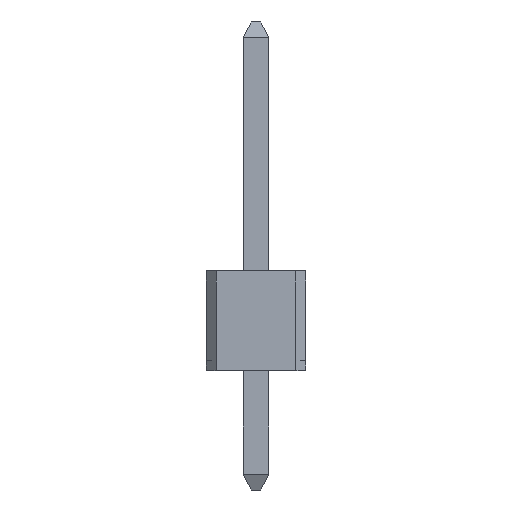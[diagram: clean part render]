
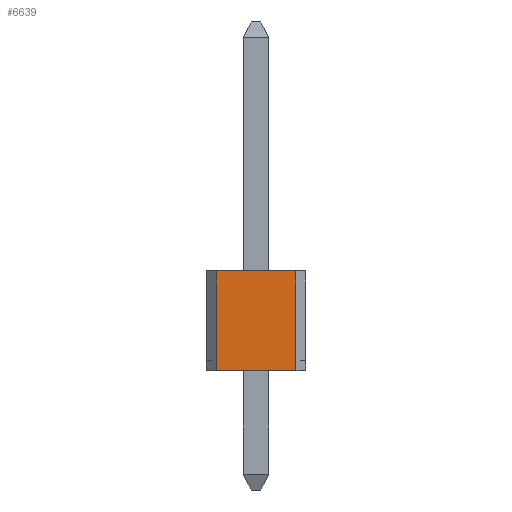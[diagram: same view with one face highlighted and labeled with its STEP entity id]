
A CAD part, left-side view. The second image highlights one B-rep face of the part: STEP entity #6639.
In plain terms, the highlighted planar face has unit normal (-1, 0, 0).
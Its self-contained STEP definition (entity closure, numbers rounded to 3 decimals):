
#64=FACE_OUTER_BOUND('',#460,.T.);
#460=EDGE_LOOP('',(#4319,#4320,#4321,#4322));
#875=LINE('',#9181,#1805);
#960=LINE('',#9363,#1890);
#961=LINE('',#9366,#1891);
#962=LINE('',#9367,#1892);
#1805=VECTOR('',#7448,2.032);
#1890=VECTOR('',#7563,2.54);
#1891=VECTOR('',#7566,2.032);
#1892=VECTOR('',#7567,2.54);
#2734=VERTEX_POINT('',#9178);
#2735=VERTEX_POINT('',#9180);
#2817=VERTEX_POINT('',#9361);
#2818=VERTEX_POINT('',#9365);
#3299=EDGE_CURVE('',#2735,#2734,#875,.T.);
#3384=EDGE_CURVE('',#2734,#2817,#960,.T.);
#3385=EDGE_CURVE('',#2818,#2817,#961,.T.);
#3386=EDGE_CURVE('',#2735,#2818,#962,.T.);
#4319=ORIENTED_EDGE('',*,*,#3299,.T.);
#4320=ORIENTED_EDGE('',*,*,#3384,.T.);
#4321=ORIENTED_EDGE('',*,*,#3385,.F.);
#4322=ORIENTED_EDGE('',*,*,#3386,.F.);
#6098=PLANE('',#7050);
#6639=ADVANCED_FACE('',(#64),#6098,.T.);
#7050=AXIS2_PLACEMENT_3D('',#9364,#7564,#7565);
#7448=DIRECTION('',(0.,0.,1.));
#7563=DIRECTION('',(0.,1.,0.));
#7564=DIRECTION('center_axis',(-1.,0.,0.));
#7565=DIRECTION('ref_axis',(0.,0.,1.));
#7566=DIRECTION('',(0.,0.,1.));
#7567=DIRECTION('',(0.,1.,0.));
#9178=CARTESIAN_POINT('',(-1.27,0.,1.016));
#9180=CARTESIAN_POINT('',(-1.27,0.,-1.016));
#9181=CARTESIAN_POINT('',(-1.27,0.,-1.016));
#9361=CARTESIAN_POINT('',(-1.27,2.54,1.016));
#9363=CARTESIAN_POINT('',(-1.27,0.,1.016));
#9364=CARTESIAN_POINT('Origin',(-1.27,0.,-1.016));
#9365=CARTESIAN_POINT('',(-1.27,2.54,-1.016));
#9366=CARTESIAN_POINT('',(-1.27,2.54,-1.016));
#9367=CARTESIAN_POINT('',(-1.27,0.,-1.016));
